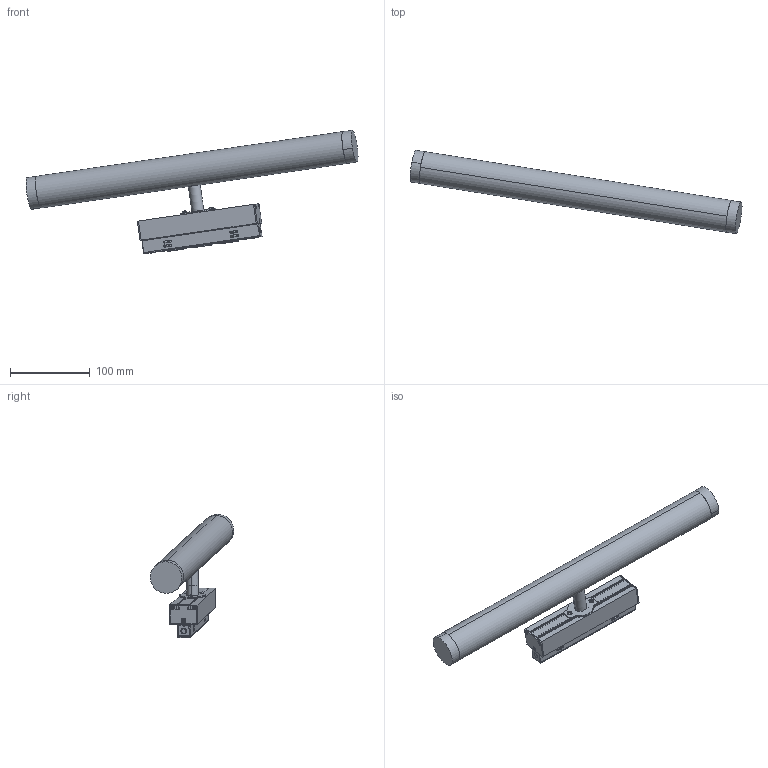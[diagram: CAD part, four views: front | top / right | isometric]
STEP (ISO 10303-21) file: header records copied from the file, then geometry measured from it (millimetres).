
FILE_DESCRIPTION (( 'STEP AP214' ), '1' );
FILE_NAME ('Magnetar tube plaxy.STEP', '2021-08-16T10:01:48', ( '' ), ( '' ), 'SwSTEP 2.0', 'SolidWorks 2020', '' );
FILE_SCHEMA (( 'AUTOMOTIVE_DESIGN' ));
Length unit declared in the file: millimetre
Products named in the file (18): sheet metal screws_din_Tapping screw DIN 7049-ST2.9x9.5-C-H-N; 12pdm-09-10; 12pdm-09-03; nut m4 L10; 12pdm-09-04; 12pdm-09-01; 12pdm-09-02; 12pdm-09-06; 12pdm-09-12; 12pdm-09-07; 12pdm-09-11; 12pdm-09-09; 12pdm-09-08; Magnetar tube plaxy; 12pdm-09-05; cross fh tapping 7976_din_Tapping screw DIN 7982-ST2.9x9.5-C-H-N; cross fh tapping 7976_din_Tapping screw DIN 7982-ST3.5x9.5-C-H-N; LED 2835 0.5w osram
Assembly tree (32 placements, depth 2):
  Magnetar tube plaxy
    12pdm-09-02
    12pdm-09-03
    12pdm-09-04
    12pdm-09-05
    12pdm-09-06
    12pdm-09-07  x2
    12pdm-09-08
    12pdm-09-09
    LED 2835 0.5w osram
    12pdm-09-10  x2
    12pdm-09-11  x2
    cross fh tapping 7976_din_Tapping screw DIN 7982-ST3.5x9.5-C-H-N  x6
    12pdm-09-12
    12pdm-09-01
    cross fh tapping 7976_din_Tapping screw DIN 7982-ST2.9x9.5-C-H-N  x6
    sheet metal screws_din_Tapping screw DIN 7049-ST2.9x9.5-C-H-N  x2
    nut m4 L10  x2
Bounding box: 415.07 x 104.24 x 154.23 mm (x, y, z)
Volume: 308583.7 mm3; surface area: 211118.1 mm2
Topology: 41 solids, 41 shells, 2101 faces, 5595 edges, 3616 vertices
Faces by surface type: plane 1172, cylinder 677, cone 134, bspline 54, torus 48, sphere 16
Entity records: 70106 total; most frequent: CARTESIAN_POINT 14378, ORIENTED_EDGE 9274, DIRECTION 8774, EDGE_CURVE 4637, VERTEX_POINT 3024, LINE 2982, VECTOR 2982, AXIS2_PLACEMENT_3D 2896
